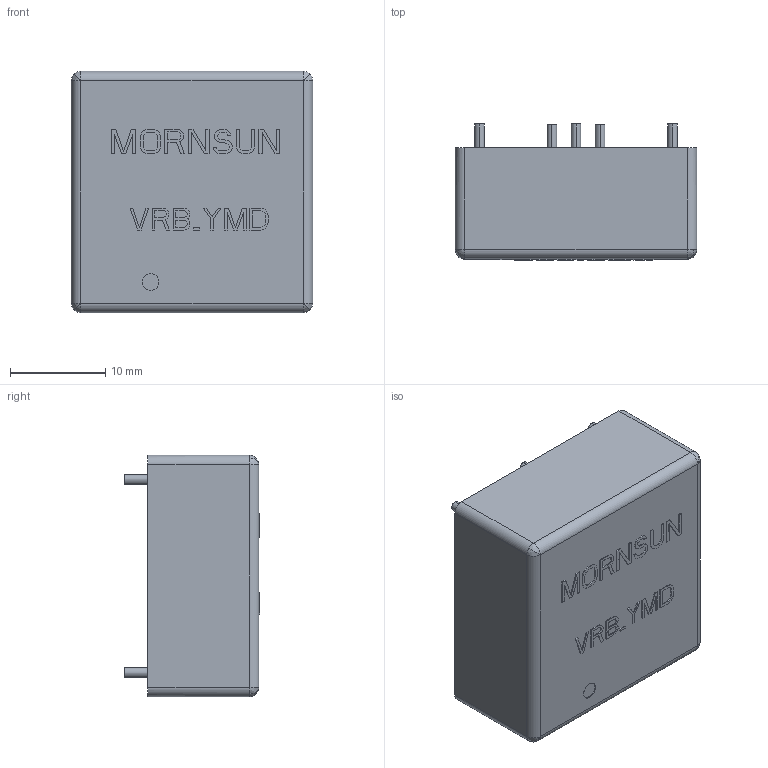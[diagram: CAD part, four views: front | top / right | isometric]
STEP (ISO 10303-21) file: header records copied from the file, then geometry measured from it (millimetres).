
FILE_DESCRIPTION (( 'STEP AP214' ), '1' );
FILE_NAME ('1DF4278B-EF62-4BC9-8F4F-4B85D6E2C052.STEP', '2022-07-16T07:26:07', ( '' ), ( '' ), 'SwSTEP 2.0', 'SolidWorks 2022', '' );
FILE_SCHEMA (( 'AUTOMOTIVE_DESIGN' ));
Length unit declared in the file: millimetre
Products named in the file (1): 1DF4278B-EF62-4BC9-8F4F-4B85D6E2C052
Bounding box: 25.4 x 14.3 x 25.4 mm (x, y, z)
Volume: 7529.3 mm3; surface area: 2475.3 mm2
Topology: 1 solids, 1 shells, 445 faces, 1234 edges, 812 vertices
Faces by surface type: plane 417, cylinder 20, bspline 8
Entity records: 14475 total; most frequent: CARTESIAN_POINT 2604, ORIENTED_EDGE 2452, DIRECTION 2150, EDGE_CURVE 1226, VECTOR 1178, LINE 1178, VERTEX_POINT 812, AXIS2_PLACEMENT_3D 486
